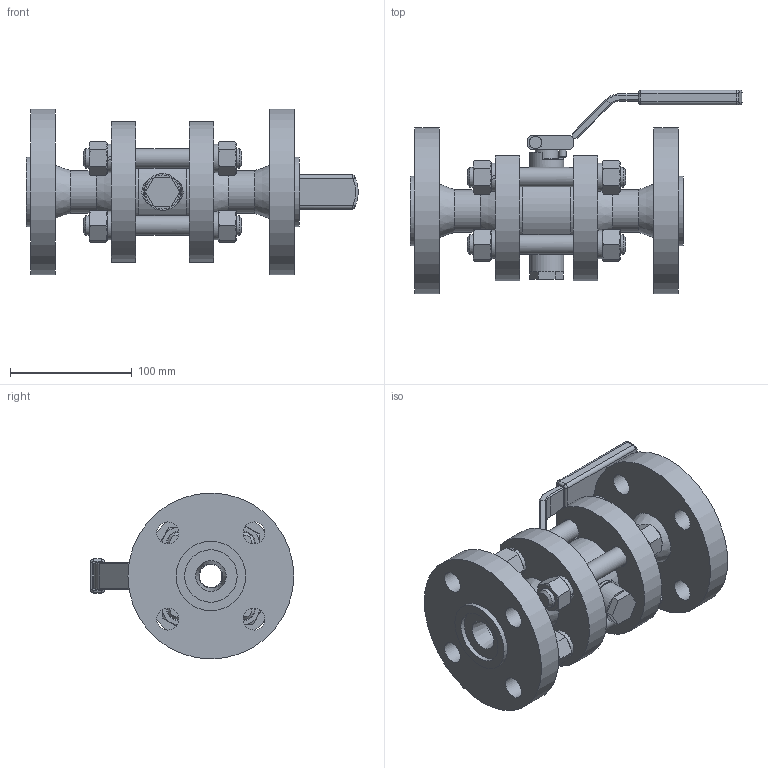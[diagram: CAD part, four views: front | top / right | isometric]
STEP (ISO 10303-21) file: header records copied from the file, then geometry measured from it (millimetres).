
FILE_DESCRIPTION(('STEP AP203'), '1');
FILE_NAME('埡39.310.025.100 - 扰鳧', '', ('UNSPECIFIED'), ('UNSPECIFIED'), 'ASCON STEP Converter 1.6', 'ASCON Math Kernel', '');
FILE_SCHEMA(('CONFIG_CONTROL_DESIGN'));
Length unit declared in the file: millimetre
Products named in the file (1): 埡39.310.025.100
Bounding box: 272.28 x 167 x 136 mm (x, y, z)
Volume: 1270965.9 mm3; surface area: 223630.1 mm2
Topology: 1 solids, 1 shells, 527 faces, 1228 edges, 747 vertices
Faces by surface type: plane 239, cone 172, cylinder 103, torus 7, bspline 4, sphere 2
Full cylindrical faces by diameter (mm): 4.917 x1, 6 x4, 7 x2, 9.5 x1, 10 x1, 12 x3, 13 x1, 16 x12, 18 x17, 19 x4, 20 x2, 21 x3, 26 x2, 28 x2, 30 x2, 35 x2, 43 x2, 54 x2, 57 x2, 60 x1, 136 x2
Entity records: 24617 total; most frequent: CARTESIAN_POINT 9004, DIRECTION 2334, ORIENTED_EDGE 2222, EDGE_CURVE 1111, AXIS2_PLACEMENT_3D 996, VERTEX_POINT 747, EDGE_LOOP 736, FACE_BOUND 577
